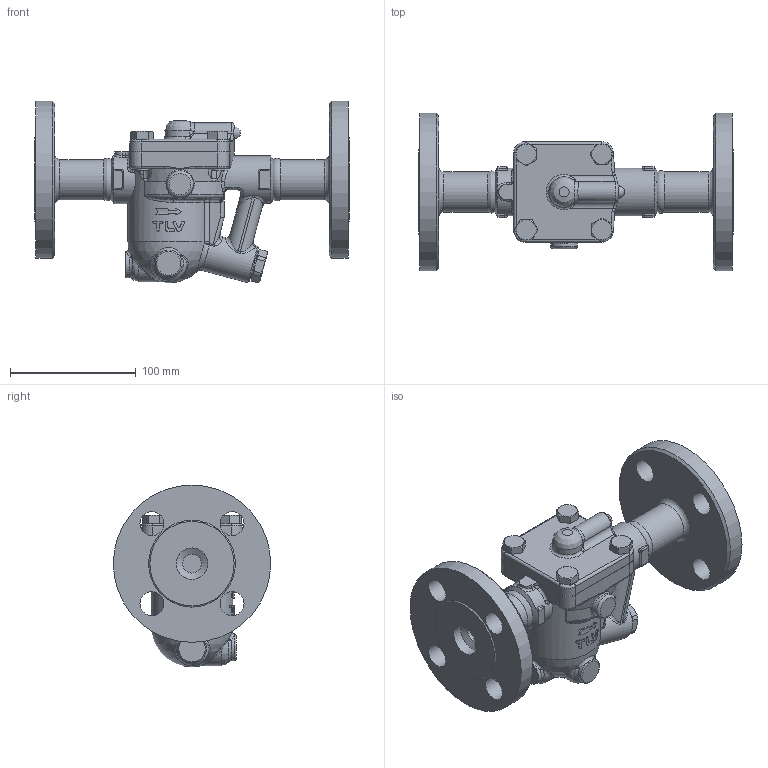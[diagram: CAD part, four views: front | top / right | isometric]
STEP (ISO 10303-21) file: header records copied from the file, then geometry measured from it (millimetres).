
FILE_DESCRIPTION((''),'2;1');
FILE_NAME('jh3sb-025-jis20-00.stp','2011-01-13T15:25:49',('nakaot'),(''),'Autodesk Inventor 2008','Autodesk Inventor 2008','');
FILE_SCHEMA(('AUTOMOTIVE_DESIGN { 1 0 10303 214 1 1 1 1 }'));
Length unit declared in the file: millimetre
Products named in the file (1): jh3sb-025-jis20-00
Bounding box: 250 x 125 x 144.58 mm (x, y, z)
Volume: 972210.6 mm3; surface area: 137957.3 mm2
Topology: 1 solids, 2 shells, 503 faces, 1248 edges, 757 vertices
Faces by surface type: bspline 168, plane 127, cylinder 125, cone 54, torus 24, sphere 5
Full cylindrical faces by diameter (mm): 10 x9, 15 x1, 19 x4, 21 x1, 23 x1, 25 x1, 30 x1, 32 x1, 38 x1, 56.5 x1, 125 x1
Entity records: 31485 total; most frequent: CARTESIAN_POINT 21014, ORIENTED_EDGE 2324, DIRECTION 1878, EDGE_CURVE 1162, AXIS2_PLACEMENT_3D 784, VERTEX_POINT 734, EDGE_LOOP 602, FACE_OUTER_BOUND 503
